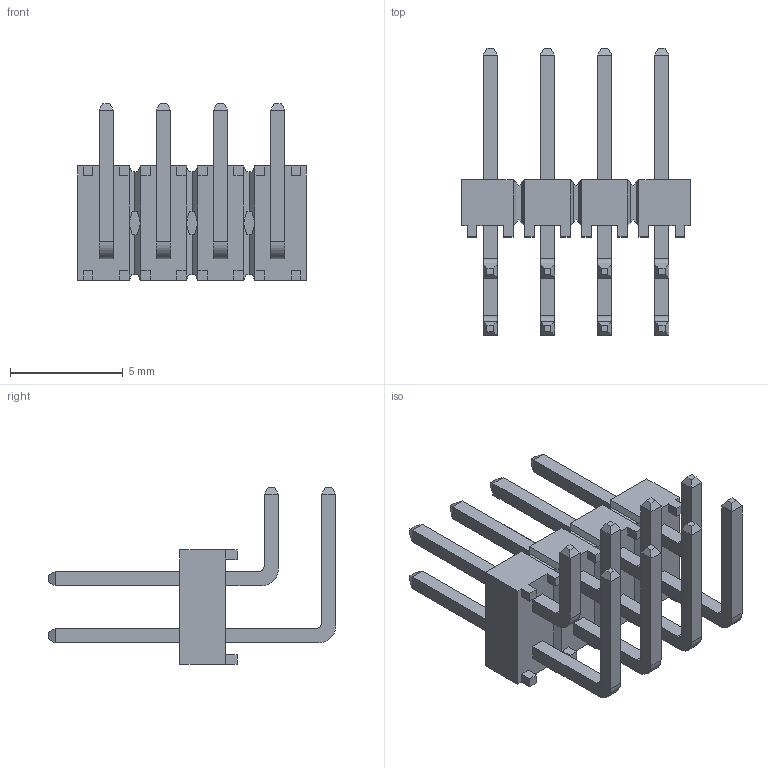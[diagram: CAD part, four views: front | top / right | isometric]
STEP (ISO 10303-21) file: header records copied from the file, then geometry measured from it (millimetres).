
FILE_DESCRIPTION( ( 'STEP AP214' ), ' ' );
FILE_NAME( 'TSW-104-08-F-D-NA.stp', '2018-03-23T14:27:22', ( '' ), ( '' ), ' ', 'PARTsolutions', ' ' );
FILE_SCHEMA( ( 'AUTOMOTIVE_DESIGN { 1 0 10303 214 1 1 1 1 }' ) );
Length unit declared in the file: inch
Products named in the file (3): TSW-104-08-F-D-NA; _TSW-104-08-F-D-NA_body; _T-1S6-08-TSW-1-08-4-NA-D
Assembly tree (2 placements, depth 2):
  TSW-104-08-F-D-NA
    _TSW-104-08-F-D-NA_body
    _T-1S6-08-TSW-1-08-4-NA-D
Bounding box: 10.16 x 12.76 x 7.85 mm (x, y, z)
Volume: 149.9 mm3; surface area: 615.3 mm2
Topology: 2 solids, 2 shells, 356 faces, 934 edges, 592 vertices
Faces by surface type: plane 340, cylinder 16
Entity records: 13580 total; most frequent: CARTESIAN_POINT 1885, ORIENTED_EDGE 1868, DIRECTION 1684, EDGE_CURVE 934, LINE 902, VECTOR 902, VERTEX_POINT 592, AXIS2_PLACEMENT_3D 391
